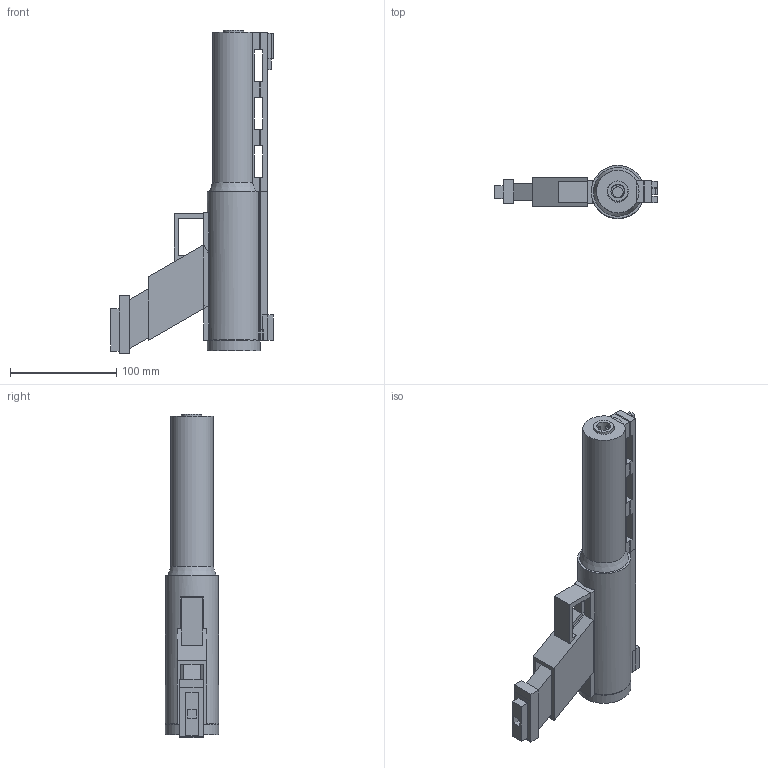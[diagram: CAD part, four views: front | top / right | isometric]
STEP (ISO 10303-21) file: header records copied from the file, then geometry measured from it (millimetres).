
FILE_DESCRIPTION(('FreeCAD Model'),'2;1');
FILE_NAME('mb11.step', '2023-01-29T17:33:13',('Author'),(''), 'Open CASCADE STEP processor 7.3','FreeCAD','Unknown');
FILE_SCHEMA(('AUTOMOTIVE_DESIGN { 1 0 10303 214 1 1 1 1 }'));
Length unit declared in the file: millimetre
Products named in the file (7): mag; grip; back; magbottom; endcap; rifling; barrel
Bounding box: 153.25 x 50 x 304.54 mm (x, y, z)
Volume: 500469.5 mm3; surface area: 154000.5 mm2
Topology: 7 solids, 7 shells, 334 faces, 896 edges, 560 vertices
Faces by surface type: plane 282, cylinder 30, torus 17, cone 5
Full cylindrical faces by diameter (mm): 6 x8, 10 x1, 13 x1, 14 x1, 19 x3, 20 x6, 36 x1, 40 x1, 50 x1
Entity records: 41195 total; most frequent: CARTESIAN_POINT 24346, DIRECTION 2665, ORIENTED_EDGE 1792, PCURVE 1792, DEFINITIONAL_REPRESENTATION 1792, LINE 1750, VECTOR 1750, EDGE_CURVE 896
